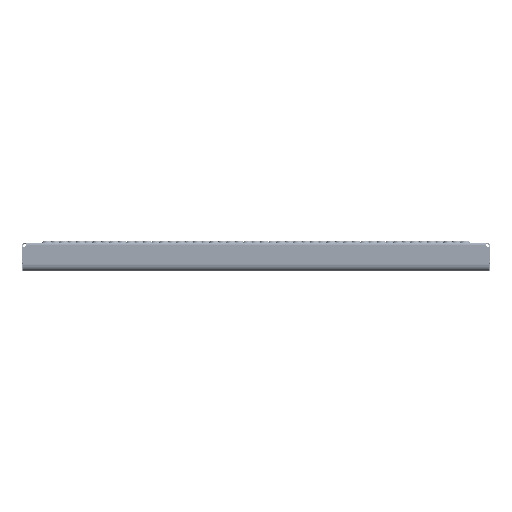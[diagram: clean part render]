
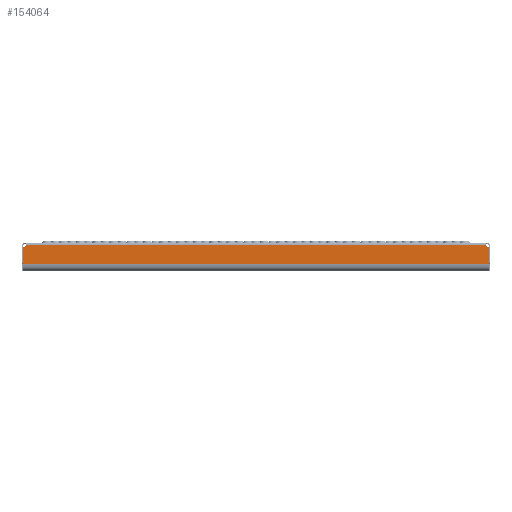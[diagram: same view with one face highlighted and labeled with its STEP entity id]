
A CAD part, top view. The second image highlights one B-rep face of the part: STEP entity #154064.
In plain terms, the highlighted planar face has unit normal (0, 0, 1).
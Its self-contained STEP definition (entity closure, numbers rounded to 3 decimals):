
#4192 = DIRECTION ( 'NONE',  ( 0., -1., 0. ) ) ;
#4194 = VECTOR ( 'NONE', #4192, 1000. ) ;
#4195 = CARTESIAN_POINT ( 'NONE',  ( -347.99, -7.185, 112.5 ) ) ;
#4196 = LINE ( 'NONE', #4195, #4194 ) ;
#4322 = CARTESIAN_POINT ( 'NONE',  ( -347.99, -7.185, 112.5 ) ) ;
#5342 = CARTESIAN_POINT ( 'NONE',  ( -347.99, -32.498, 112.5 ) ) ;
#153813 = VERTEX_POINT ( 'NONE', #178759 ) ;
#153853 = VERTEX_POINT ( 'NONE', #178890 ) ;
#153918 = EDGE_CURVE ( 'NONE', #153975, #153813, #179080, .T. ) ;
#153920 = ORIENTED_EDGE ( 'NONE', *, *, #154023, .T. ) ;
#153975 = VERTEX_POINT ( 'NONE', #179125 ) ;
#153977 = EDGE_CURVE ( 'NONE', #153853, #153813, #179144, .T. ) ;
#153978 = VERTEX_POINT ( 'NONE', #178614 ) ;
#154021 = ORIENTED_EDGE ( 'NONE', *, *, #159782, .T. ) ;
#154023 = EDGE_CURVE ( 'NONE', #161312, #153978, #179180, .T. ) ;
#154025 = ORIENTED_EDGE ( 'NONE', *, *, #153918, .T. ) ;
#154026 = EDGE_CURVE ( 'NONE', #153853, #159909, #179185, .T. ) ;
#154036 = ORIENTED_EDGE ( 'NONE', *, *, #154026, .T. ) ;
#154047 = ORIENTED_EDGE ( 'NONE', *, *, #153977, .F. ) ;
#154060 = EDGE_LOOP ( 'NONE', ( #153920, #154067, #154025, #154047, #154036, #154021 ) ) ;
#154064 = ADVANCED_FACE ( 'NONE', ( #179265 ), #179223, .T. ) ;
#154067 = ORIENTED_EDGE ( 'NONE', *, *, #154070, .T. ) ;
#154070 = EDGE_CURVE ( 'NONE', #153978, #153975, #179359, .T. ) ;
#159782 = EDGE_CURVE ( 'NONE', #159909, #161312, #4196, .T. ) ;
#159909 = VERTEX_POINT ( 'NONE', #4322 ) ;
#161312 = VERTEX_POINT ( 'NONE', #5342 ) ;
#178614 = CARTESIAN_POINT ( 'NONE',  ( 347.99, -32.498, 112.5 ) ) ;
#178759 = CARTESIAN_POINT ( 'NONE',  ( 344.302, -4., 112.5 ) ) ;
#178890 = CARTESIAN_POINT ( 'NONE',  ( -344.302, -4., 112.5 ) ) ;
#179058 = DIRECTION ( 'NONE',  ( 0., -1., 0. ) ) ;
#179061 = DIRECTION ( 'NONE',  ( 0., 0., -1. ) ) ;
#179063 = CARTESIAN_POINT ( 'NONE',  ( 349., -2.288, 112.5 ) ) ;
#179064 = AXIS2_PLACEMENT_3D ( 'NONE', #179063, #179061, #179058 ) ;
#179080 = CIRCLE ( 'NONE', #179064, 5. ) ;
#179115 = DIRECTION ( 'NONE',  ( 1., 0., 0. ) ) ;
#179116 = VECTOR ( 'NONE', #179115, 1000. ) ;
#179117 = CARTESIAN_POINT ( 'NONE',  ( -349., -4., 112.5 ) ) ;
#179125 = CARTESIAN_POINT ( 'NONE',  ( 347.99, -7.185, 112.5 ) ) ;
#179144 = LINE ( 'NONE', #179117, #179116 ) ;
#179180 = LINE ( 'NONE', #179198, #179309 ) ;
#179182 = AXIS2_PLACEMENT_3D ( 'NONE', #179196, #179296, #179294 ) ;
#179185 = CIRCLE ( 'NONE', #179182, 5. ) ;
#179196 = CARTESIAN_POINT ( 'NONE',  ( -349., -2.288, 112.5 ) ) ;
#179198 = CARTESIAN_POINT ( 'NONE',  ( -347.99, -32.498, 112.5 ) ) ;
#179223 = PLANE ( 'NONE',  #179271 ) ;
#179226 = DIRECTION ( 'NONE',  ( 0., 0., 1. ) ) ;
#179227 = CARTESIAN_POINT ( 'NONE',  ( -349., 220.712, 112.5 ) ) ;
#179252 = DIRECTION ( 'NONE',  ( 0., -1., 0. ) ) ;
#179265 = FACE_OUTER_BOUND ( 'NONE', #154060, .T. ) ;
#179271 = AXIS2_PLACEMENT_3D ( 'NONE', #179227, #179226, #179252 ) ;
#179294 = DIRECTION ( 'NONE',  ( 0., -1., 0. ) ) ;
#179296 = DIRECTION ( 'NONE',  ( 0., 0., -1. ) ) ;
#179308 = DIRECTION ( 'NONE',  ( 1., 0., 0. ) ) ;
#179309 = VECTOR ( 'NONE', #179308, 1000. ) ;
#179356 = DIRECTION ( 'NONE',  ( 0., 1., 0. ) ) ;
#179357 = VECTOR ( 'NONE', #179356, 1000. ) ;
#179358 = CARTESIAN_POINT ( 'NONE',  ( 347.99, -7.185, 112.5 ) ) ;
#179359 = LINE ( 'NONE', #179358, #179357 ) ;
